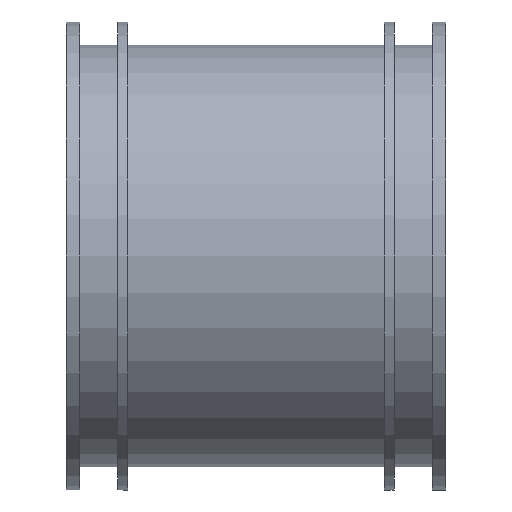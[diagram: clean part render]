
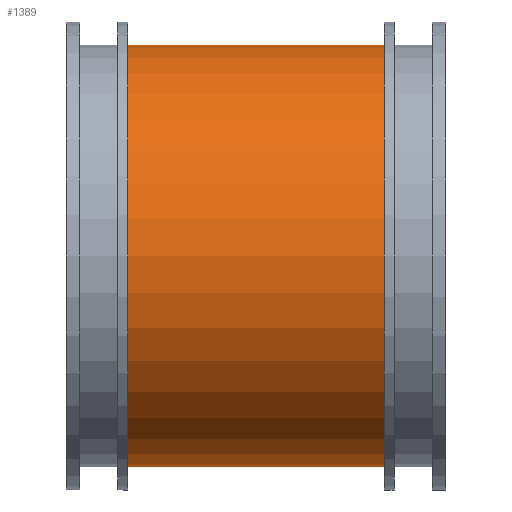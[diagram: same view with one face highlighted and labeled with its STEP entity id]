
A CAD part, front view. The second image highlights one B-rep face of the part: STEP entity #1389.
In plain terms, the highlighted cylindrical face has radius 27.75 mm (diameter 55.5 mm), a partial arc.
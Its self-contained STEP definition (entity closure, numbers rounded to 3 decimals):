
#183 = VERTEX_POINT ( 'NONE', #644 ) ;
#389 = DIRECTION ( 'NONE',  ( 0., 0., 1. ) ) ;
#463 = EDGE_CURVE ( 'NONE', #478, #4585, #3929, .T. ) ;
#478 = VERTEX_POINT ( 'NONE', #2719 ) ;
#491 = ORIENTED_EDGE ( 'NONE', *, *, #5178, .T. ) ;
#644 = CARTESIAN_POINT ( 'NONE',  ( 16.9, 0., -27.75 ) ) ;
#764 = AXIS2_PLACEMENT_3D ( 'NONE', #2311, #1792, #389 ) ;
#829 = CARTESIAN_POINT ( 'NONE',  ( -16.9, 0., 0. ) ) ;
#842 = ORIENTED_EDGE ( 'NONE', *, *, #463, .F. ) ;
#1050 = CARTESIAN_POINT ( 'NONE',  ( -16.9, 0., 27.75 ) ) ;
#1389 = ADVANCED_FACE ( 'NONE', ( #6065 ), #5148, .T. ) ;
#1485 = AXIS2_PLACEMENT_3D ( 'NONE', #829, #4096, #1763 ) ;
#1763 = DIRECTION ( 'NONE',  ( 0., 0., 1. ) ) ;
#1792 = DIRECTION ( 'NONE',  ( -1., 0., 0. ) ) ;
#2311 = CARTESIAN_POINT ( 'NONE',  ( 0., 0., 0. ) ) ;
#2417 = EDGE_CURVE ( 'NONE', #183, #478, #5973, .T. ) ;
#2719 = CARTESIAN_POINT ( 'NONE',  ( -16.9, 0., -27.75 ) ) ;
#3418 = CARTESIAN_POINT ( 'NONE',  ( 16.9, 0., 0. ) ) ;
#3434 = VECTOR ( 'NONE', #3543, 1000. ) ;
#3543 = DIRECTION ( 'NONE',  ( -1., 0., 0. ) ) ;
#3603 = LINE ( 'NONE', #4953, #4703 ) ;
#3807 = AXIS2_PLACEMENT_3D ( 'NONE', #3418, #5743, #4816 ) ;
#3929 = CIRCLE ( 'NONE', #1485, 27.75 ) ;
#3993 = DIRECTION ( 'NONE',  ( -1., 0., 0. ) ) ;
#4096 = DIRECTION ( 'NONE',  ( -1., 0., 0. ) ) ;
#4348 = EDGE_CURVE ( 'NONE', #4955, #183, #6072, .T. ) ;
#4571 = ORIENTED_EDGE ( 'NONE', *, *, #4348, .F. ) ;
#4585 = VERTEX_POINT ( 'NONE', #1050 ) ;
#4703 = VECTOR ( 'NONE', #3993, 1000. ) ;
#4816 = DIRECTION ( 'NONE',  ( 0., 0., -1. ) ) ;
#4953 = CARTESIAN_POINT ( 'NONE',  ( 0., 0., 27.75 ) ) ;
#4955 = VERTEX_POINT ( 'NONE', #5584 ) ;
#5111 = ORIENTED_EDGE ( 'NONE', *, *, #2417, .F. ) ;
#5148 = CYLINDRICAL_SURFACE ( 'NONE', #764, 27.75 ) ;
#5178 = EDGE_CURVE ( 'NONE', #4955, #4585, #3603, .T. ) ;
#5584 = CARTESIAN_POINT ( 'NONE',  ( 16.9, 0., 27.75 ) ) ;
#5743 = DIRECTION ( 'NONE',  ( 1., 0., 0. ) ) ;
#5937 = CARTESIAN_POINT ( 'NONE',  ( 0., 0., -27.75 ) ) ;
#5973 = LINE ( 'NONE', #5937, #3434 ) ;
#6065 = FACE_OUTER_BOUND ( 'NONE', #6098, .T. ) ;
#6072 = CIRCLE ( 'NONE', #3807, 27.75 ) ;
#6098 = EDGE_LOOP ( 'NONE', ( #5111, #4571, #491, #842 ) ) ;
